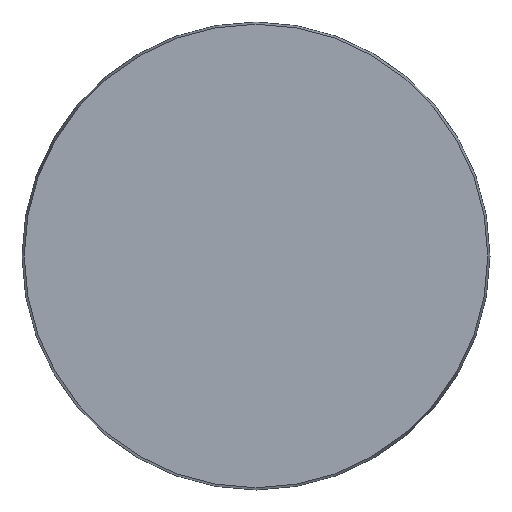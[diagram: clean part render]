
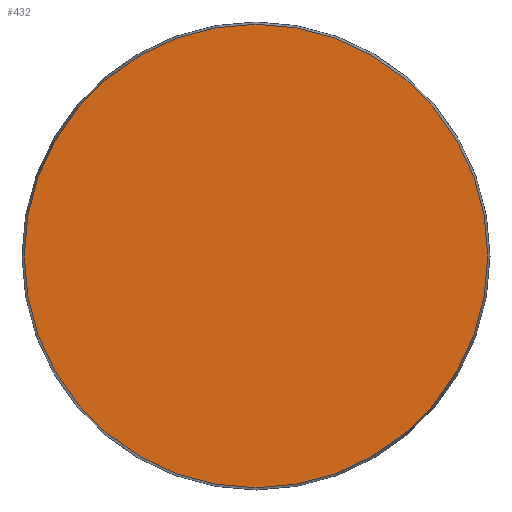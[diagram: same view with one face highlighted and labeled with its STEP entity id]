
A CAD part, front view. The second image highlights one B-rep face of the part: STEP entity #432.
In plain terms, the highlighted planar face has unit normal (0, -1, 0).
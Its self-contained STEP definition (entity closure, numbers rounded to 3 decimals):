
#4 = AXIS2_PLACEMENT_3D ( 'NONE', #371, #454, #503 ) ;
#6 = FACE_OUTER_BOUND ( 'NONE', #184, .T. ) ;
#140 = DIRECTION ( 'NONE',  ( 0., 0., 1. ) ) ;
#158 = VERTEX_POINT ( 'NONE', #327 ) ;
#162 = CIRCLE ( 'NONE', #4, 58.425 ) ;
#184 = EDGE_LOOP ( 'NONE', ( #303 ) ) ;
#303 = ORIENTED_EDGE ( 'NONE', *, *, #550, .T. ) ;
#327 = CARTESIAN_POINT ( 'NONE',  ( 0., 0., -58.425 ) ) ;
#354 = DIRECTION ( 'NONE',  ( 0., 1., 0. ) ) ;
#371 = CARTESIAN_POINT ( 'NONE',  ( 0., 0., 0. ) ) ;
#432 = ADVANCED_FACE ( 'NONE', ( #6 ), #517, .F. ) ;
#454 = DIRECTION ( 'NONE',  ( 0., -1., 0. ) ) ;
#503 = DIRECTION ( 'NONE',  ( 0., 0., -1. ) ) ;
#515 = CARTESIAN_POINT ( 'NONE',  ( -58.425, 0., 0. ) ) ;
#517 = PLANE ( 'NONE',  #541 ) ;
#541 = AXIS2_PLACEMENT_3D ( 'NONE', #515, #354, #140 ) ;
#550 = EDGE_CURVE ( 'NONE', #158, #158, #162, .T. ) ;
